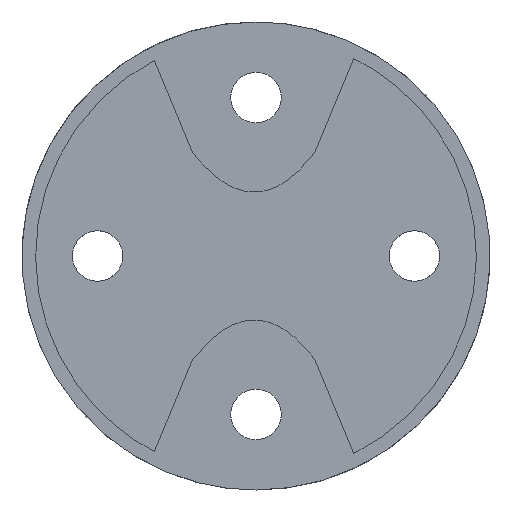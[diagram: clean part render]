
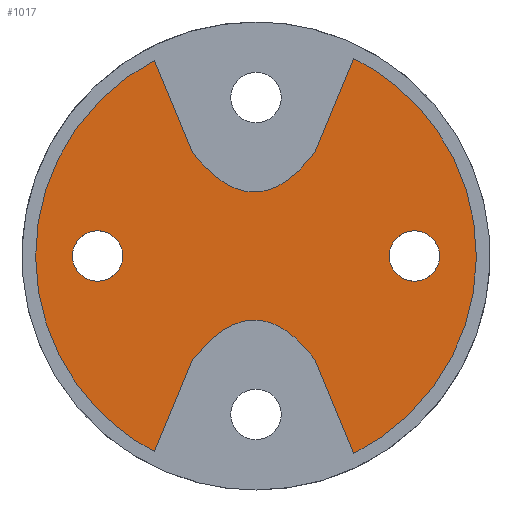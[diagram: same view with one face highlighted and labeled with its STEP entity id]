
A CAD part, left-side view. The second image highlights one B-rep face of the part: STEP entity #1017.
In plain terms, the highlighted free-form (B-spline) face has degree [1, 1] with [2, 2] control points.
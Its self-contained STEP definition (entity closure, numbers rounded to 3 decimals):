
#244 = VERTEX_POINT('',#245);
#245 = CARTESIAN_POINT('',(-2.468,-27.143,
    4.318));
#250 = EDGE_CURVE('',#251,#244,#253,.T.);
#251 = VERTEX_POINT('',#252);
#252 = CARTESIAN_POINT('',(-2.468,-27.143,
    -4.318));
#253 = ( BOUNDED_CURVE() B_SPLINE_CURVE(2,(#254,#255,#256,#257,#258),
.UNSPECIFIED.,.F.,.F.) B_SPLINE_CURVE_WITH_KNOTS((3,2,3),(3.142,
4.712,6.283),.PIECEWISE_BEZIER_KNOTS.) CURVE() 
GEOMETRIC_REPRESENTATION_ITEM() RATIONAL_B_SPLINE_CURVE((1.,
0.707,1.,0.707,1.)) REPRESENTATION_ITEM('') );
#254 = CARTESIAN_POINT('',(-2.468,-27.143,
    -4.318));
#255 = CARTESIAN_POINT('',(-2.468,-31.461,
    -4.318));
#256 = CARTESIAN_POINT('',(-2.468,-31.461,
    0.));
#257 = CARTESIAN_POINT('',(-2.468,-31.461,4.318
    ));
#258 = CARTESIAN_POINT('',(-2.468,-27.143,
    4.318));
#292 = VERTEX_POINT('',#293);
#293 = CARTESIAN_POINT('',(-2.468,27.143,
    4.318));
#298 = EDGE_CURVE('',#299,#292,#301,.T.);
#299 = VERTEX_POINT('',#300);
#300 = CARTESIAN_POINT('',(-2.468,27.143,
    -4.318));
#301 = ( BOUNDED_CURVE() B_SPLINE_CURVE(2,(#302,#303,#304,#305,#306),
.UNSPECIFIED.,.F.,.F.) B_SPLINE_CURVE_WITH_KNOTS((3,2,3),(3.142,
4.712,6.283),.PIECEWISE_BEZIER_KNOTS.) CURVE() 
GEOMETRIC_REPRESENTATION_ITEM() RATIONAL_B_SPLINE_CURVE((1.,
0.707,1.,0.707,1.)) REPRESENTATION_ITEM('') );
#302 = CARTESIAN_POINT('',(-2.468,27.143,
    -4.318));
#303 = CARTESIAN_POINT('',(-2.468,22.825,
    -4.318));
#304 = CARTESIAN_POINT('',(-2.468,22.825,
    0.));
#305 = CARTESIAN_POINT('',(-2.468,22.825,
    4.318));
#306 = CARTESIAN_POINT('',(-2.468,27.143,
    4.318));
#513 = EDGE_CURVE('',#292,#299,#514,.T.);
#514 = ( BOUNDED_CURVE() B_SPLINE_CURVE(2,(#515,#516,#517,#518,#519),
.UNSPECIFIED.,.F.,.F.) B_SPLINE_CURVE_WITH_KNOTS((3,2,3),(0.,
1.571,3.142),.PIECEWISE_BEZIER_KNOTS.) CURVE() 
GEOMETRIC_REPRESENTATION_ITEM() RATIONAL_B_SPLINE_CURVE((1.,
0.707,1.,0.707,1.)) REPRESENTATION_ITEM('') );
#515 = CARTESIAN_POINT('',(-2.468,27.143,
    4.318));
#516 = CARTESIAN_POINT('',(-2.468,31.461,
    4.318));
#517 = CARTESIAN_POINT('',(-2.468,31.461,
    0.));
#518 = CARTESIAN_POINT('',(-2.468,31.461,
    -4.318));
#519 = CARTESIAN_POINT('',(-2.468,27.143,
    -4.318));
#545 = EDGE_CURVE('',#244,#251,#546,.T.);
#546 = ( BOUNDED_CURVE() B_SPLINE_CURVE(2,(#547,#548,#549,#550,#551),
.UNSPECIFIED.,.F.,.F.) B_SPLINE_CURVE_WITH_KNOTS((3,2,3),(0.,
1.571,3.142),.PIECEWISE_BEZIER_KNOTS.) CURVE() 
GEOMETRIC_REPRESENTATION_ITEM() RATIONAL_B_SPLINE_CURVE((1.,
0.707,1.,0.707,1.)) REPRESENTATION_ITEM('') );
#547 = CARTESIAN_POINT('',(-2.468,-27.143,
    4.318));
#548 = CARTESIAN_POINT('',(-2.468,-22.825,
    4.318));
#549 = CARTESIAN_POINT('',(-2.468,-22.825,
    0.));
#550 = CARTESIAN_POINT('',(-2.468,-22.825,
    -4.318));
#551 = CARTESIAN_POINT('',(-2.468,-27.143,
    -4.318));
#834 = VERTEX_POINT('',#835);
#835 = CARTESIAN_POINT('',(-2.468,17.422,
    33.505));
#840 = EDGE_CURVE('',#834,#841,#843,.T.);
#841 = VERTEX_POINT('',#842);
#842 = CARTESIAN_POINT('',(-2.468,17.422,
    -33.505));
#843 = ( BOUNDED_CURVE() B_SPLINE_CURVE(2,(#844,#845,#846),
.UNSPECIFIED.,.F.,.F.) B_SPLINE_CURVE_WITH_KNOTS((3,3),(0.48,
2.662),.PIECEWISE_BEZIER_KNOTS.) CURVE() 
GEOMETRIC_REPRESENTATION_ITEM() RATIONAL_B_SPLINE_CURVE((1.,
0.461,1.)) REPRESENTATION_ITEM('') );
#844 = CARTESIAN_POINT('',(-2.468,17.422,
    33.505));
#845 = CARTESIAN_POINT('',(-2.468,81.856,
    0.));
#846 = CARTESIAN_POINT('',(-2.468,17.422,
    -33.505));
#866 = EDGE_CURVE('',#867,#834,#869,.T.);
#867 = VERTEX_POINT('',#868);
#868 = CARTESIAN_POINT('',(-2.468,10.874,
    17.697));
#869 = B_SPLINE_CURVE_WITH_KNOTS('',1,(#870,#871),.UNSPECIFIED.,.F.,.F.,
  (2,2),(-13.868,0.),.PIECEWISE_BEZIER_KNOTS.);
#870 = CARTESIAN_POINT('',(-2.468,10.874,
    17.697));
#871 = CARTESIAN_POINT('',(-2.468,17.422,
    33.505));
#887 = VERTEX_POINT('',#888);
#888 = CARTESIAN_POINT('',(-2.468,-10.062,
    17.697));
#893 = EDGE_CURVE('',#887,#867,#894,.T.);
#894 = B_SPLINE_CURVE_WITH_KNOTS('',2,(#895,#896,#897),.UNSPECIFIED.,.F.
  ,.F.,(3,3),(0.,1.),.PIECEWISE_BEZIER_KNOTS.);
#895 = CARTESIAN_POINT('',(-2.468,-10.062,
    17.697));
#896 = CARTESIAN_POINT('',(-2.468,0.169,4.234
    ));
#897 = CARTESIAN_POINT('',(-2.468,10.874,
    17.697));
#913 = EDGE_CURVE('',#914,#887,#916,.T.);
#914 = VERTEX_POINT('',#915);
#915 = CARTESIAN_POINT('',(-2.468,-16.75,
    33.846));
#916 = B_SPLINE_CURVE_WITH_KNOTS('',1,(#917,#918),.UNSPECIFIED.,.F.,.F.,
  (2,2),(0.,14.167),.PIECEWISE_BEZIER_KNOTS.);
#917 = CARTESIAN_POINT('',(-2.468,-16.75,
    33.846));
#918 = CARTESIAN_POINT('',(-2.468,-10.062,
    17.697));
#934 = VERTEX_POINT('',#935);
#935 = CARTESIAN_POINT('',(-2.468,-16.75,
    -33.846));
#940 = EDGE_CURVE('',#934,#914,#941,.T.);
#941 = ( BOUNDED_CURVE() B_SPLINE_CURVE(2,(#942,#943,#944),
.UNSPECIFIED.,.F.,.F.) B_SPLINE_CURVE_WITH_KNOTS((3,3),(3.601,
5.824),.PIECEWISE_BEZIER_KNOTS.) CURVE() 
GEOMETRIC_REPRESENTATION_ITEM() RATIONAL_B_SPLINE_CURVE((1.,
0.444,1.)) REPRESENTATION_ITEM('') );
#942 = CARTESIAN_POINT('',(-2.468,-16.75,
    -33.846));
#943 = CARTESIAN_POINT('',(-2.468,-85.139,
    0.));
#944 = CARTESIAN_POINT('',(-2.468,-16.75,
    33.846));
#960 = EDGE_CURVE('',#961,#934,#963,.T.);
#961 = VERTEX_POINT('',#962);
#962 = CARTESIAN_POINT('',(-2.468,-10.062,
    -17.697));
#963 = B_SPLINE_CURVE_WITH_KNOTS('',1,(#964,#965),.UNSPECIFIED.,.F.,.F.,
  (2,2),(-14.167,0.),.PIECEWISE_BEZIER_KNOTS.);
#964 = CARTESIAN_POINT('',(-2.468,-10.062,
    -17.697));
#965 = CARTESIAN_POINT('',(-2.468,-16.75,
    -33.846));
#981 = VERTEX_POINT('',#982);
#982 = CARTESIAN_POINT('',(-2.468,10.874,
    -17.697));
#987 = EDGE_CURVE('',#981,#961,#988,.T.);
#988 = B_SPLINE_CURVE_WITH_KNOTS('',2,(#989,#990,#991),.UNSPECIFIED.,.F.
  ,.F.,(3,3),(0.,1.),.PIECEWISE_BEZIER_KNOTS.);
#989 = CARTESIAN_POINT('',(-2.468,10.874,
    -17.697));
#990 = CARTESIAN_POINT('',(-2.468,0.169,
    -4.234));
#991 = CARTESIAN_POINT('',(-2.468,-10.062,
    -17.697));
#1007 = EDGE_CURVE('',#841,#981,#1008,.T.);
#1008 = B_SPLINE_CURVE_WITH_KNOTS('',1,(#1009,#1010),.UNSPECIFIED.,.F.,
  .F.,(2,2),(0.,13.868),.PIECEWISE_BEZIER_KNOTS.);
#1009 = CARTESIAN_POINT('',(-2.468,17.422,
    -33.505));
#1010 = CARTESIAN_POINT('',(-2.468,10.874,
    -17.697));
#1017 = ADVANCED_FACE('',(#1018,#1022,#1026),#1036,.T.);
#1018 = FACE_BOUND('',#1019,.T.);
#1019 = EDGE_LOOP('',(#1020,#1021));
#1020 = ORIENTED_EDGE('',*,*,#545,.F.);
#1021 = ORIENTED_EDGE('',*,*,#250,.F.);
#1022 = FACE_BOUND('',#1023,.T.);
#1023 = EDGE_LOOP('',(#1024,#1025));
#1024 = ORIENTED_EDGE('',*,*,#513,.F.);
#1025 = ORIENTED_EDGE('',*,*,#298,.F.);
#1026 = FACE_BOUND('',#1027,.T.);
#1027 = EDGE_LOOP('',(#1028,#1029,#1030,#1031,#1032,#1033,#1034,#1035));
#1028 = ORIENTED_EDGE('',*,*,#840,.T.);
#1029 = ORIENTED_EDGE('',*,*,#1007,.T.);
#1030 = ORIENTED_EDGE('',*,*,#987,.T.);
#1031 = ORIENTED_EDGE('',*,*,#960,.T.);
#1032 = ORIENTED_EDGE('',*,*,#940,.T.);
#1033 = ORIENTED_EDGE('',*,*,#913,.T.);
#1034 = ORIENTED_EDGE('',*,*,#893,.T.);
#1035 = ORIENTED_EDGE('',*,*,#866,.T.);
#1036 = B_SPLINE_SURFACE_WITH_KNOTS('',1,1,(
    (#1037,#1038)
    ,(#1039,#1040
    )),.UNSPECIFIED.,.F.,.F.,.F.,(2,2),(2,2),(-27.432,
    27.432),(-30.608,30.608),
  .PIECEWISE_BEZIER_KNOTS.);
#1037 = CARTESIAN_POINT('',(-2.468,-37.764,
    -33.846));
#1038 = CARTESIAN_POINT('',(-2.468,37.764,
    -33.846));
#1039 = CARTESIAN_POINT('',(-2.468,-37.764,
    33.846));
#1040 = CARTESIAN_POINT('',(-2.468,37.764,
    33.846));
